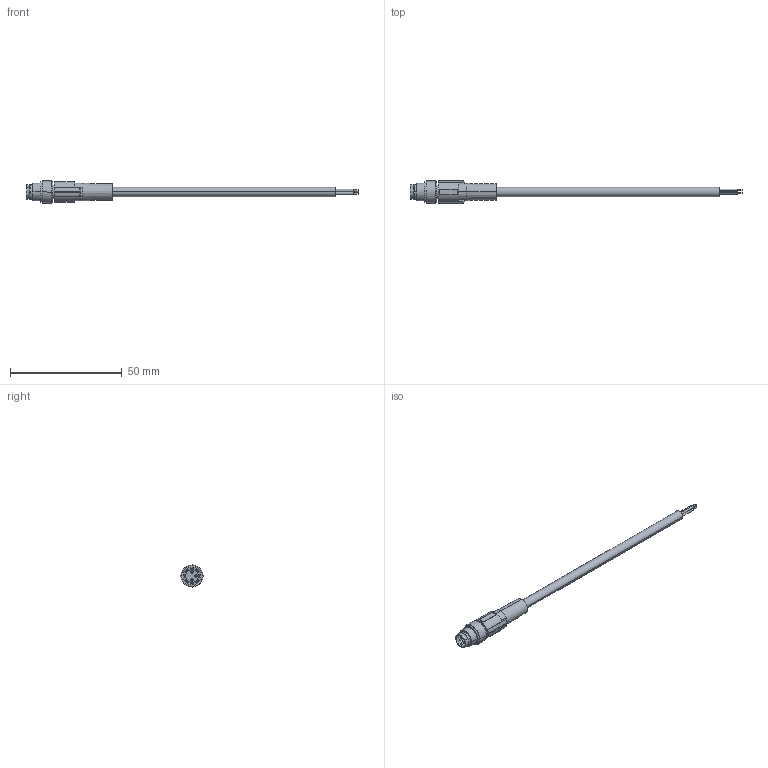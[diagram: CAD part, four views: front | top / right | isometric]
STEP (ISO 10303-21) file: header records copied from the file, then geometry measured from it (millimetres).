
FILE_DESCRIPTION(('SolidDesigner STEP Export'),'2;1');
FILE_NAME('1415863_SAC_3P_M8MS_5.0_PVC-select.stp','2015-02-10T11:06:52',(''),(''),'Creo Elements/Direct Modeling STEP processor for AP214 (Solid Model)','Creo Elements/Direct Modeling 18.1B 29-Sep-2012 (C) Parametric Technology GmbH','');
FILE_SCHEMA(('AUTOMOTIVE_DESIGN { 1 0 10303 214 1 1 1 1 }'));
Length unit declared in the file: millimetre
Products named in the file (1): 1415863_SAC_3P_M8MS_5.0_PVC-select
Bounding box: 148.7 x 10 x 10 mm (x, y, z)
Volume: 3446.5 mm3; surface area: 2817.3 mm2
Topology: 1 solids, 1 shells, 104 faces, 244 edges, 162 vertices
Faces by surface type: cylinder 54, plane 44, cone 6
Entity records: 4183 total; most frequent: CARTESIAN_POINT 1062, ORIENTED_EDGE 488, DIRECTION 442, EDGE_CURVE 244, AXIS2_PLACEMENT_3D 170, VERTEX_POINT 162, EDGE_LOOP 124, COLOUR_RGB 105
